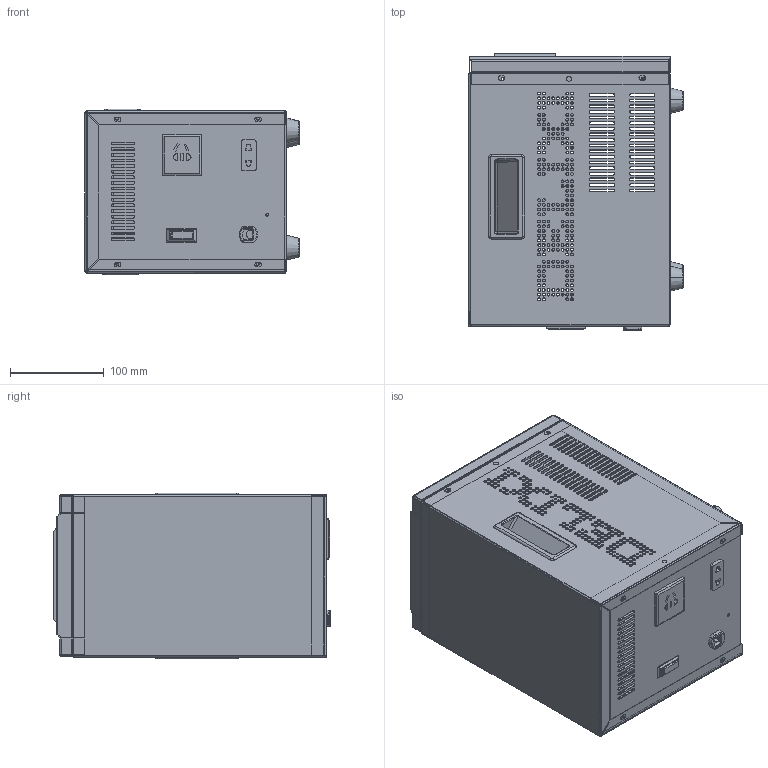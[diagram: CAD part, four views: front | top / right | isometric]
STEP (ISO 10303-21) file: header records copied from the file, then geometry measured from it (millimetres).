
FILE_DESCRIPTION(/* description */ (''),/* implementation_level */ '2;1');
FILE_NAME(/* name */ 'TND3-2K总装_step.stp',/* time_stamp */ '2025-05-15T13:41:48+08:00',/* author */ (''),/* organization */ (''),/* preprocessor_version */ 'ST-DEVELOPER v20',/* originating_system */ 'SIEMENS PLM Software NX2312.1700',/* authorisation */ '');
FILE_SCHEMA (('TECHNICAL_DATA_PACKAGING','AP242_MANAGED_MODEL_BASED_3D_ENGINEERING_MIM_LF { 1 0 10303 442 3 1 4 }'));
Products named in the file (11): TND3-2K底座10845; 船型过流开关60204; TND3-2K面板27608; NCR-2k橡皮脚138999; 两插26701; 电源卡扣2k43458; NCR-2K盖子42548; 国标五插95825; 5K提手122394; TND3表; TND3-2K总装_step
Assembly tree (14 placements, depth 2):
  TND3-2K总装_step
    TND3表
    5K提手122394  x2
    国标五插95825
    NCR-2K盖子42548
    电源卡扣2k43458
    两插26701
    NCR-2k橡皮脚138999  x4
    TND3-2K面板27608
    船型过流开关60204
    TND3-2K底座10845
Bounding box: 228.6 x 295.15 x 177 mm (x, y, z)
Volume: 415733.3 mm3; surface area: 694191.9 mm2
Topology: 17 solids, 17 shells, 2282 faces, 6290 edges, 4062 vertices
Faces by surface type: cylinder 1441, plane 701, torus 56, bspline 40, cone 35, extrusion 5, sphere 4
Entity records: 78280 total; most frequent: CARTESIAN_POINT 13714, DIRECTION 13071, ORIENTED_EDGE 12020, EDGE_CURVE 6010, AXIS2_PLACEMENT_3D 5004, VERTEX_POINT 3899, EDGE_LOOP 3389, VECTOR 3063
